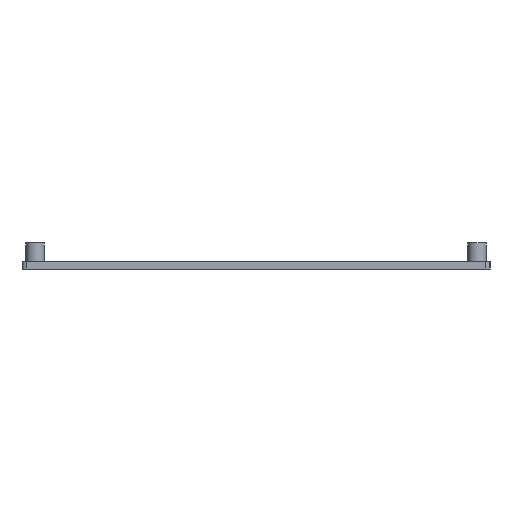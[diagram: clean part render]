
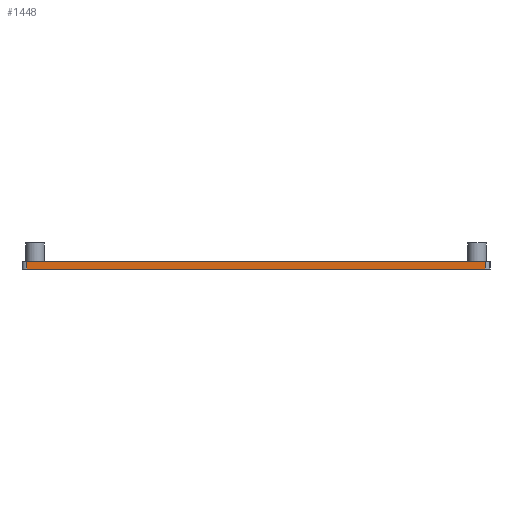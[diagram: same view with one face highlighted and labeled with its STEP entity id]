
A CAD part, left-side view. The second image highlights one B-rep face of the part: STEP entity #1448.
In plain terms, the highlighted planar face has unit normal (-1, 0, 0).
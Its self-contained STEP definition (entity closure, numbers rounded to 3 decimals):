
#190=FACE_OUTER_BOUND('',#353,.T.);
#353=EDGE_LOOP('',(#1178,#1179,#1180,#1181));
#430=LINE('',#2203,#513);
#437=LINE('',#2312,#520);
#451=LINE('',#2430,#534);
#453=LINE('',#2434,#536);
#513=VECTOR('',#1736,1.);
#520=VECTOR('',#1839,1.);
#534=VECTOR('',#1961,1.);
#536=VECTOR('',#1967,1.);
#711=VERTEX_POINT('',#2200);
#712=VERTEX_POINT('',#2202);
#765=VERTEX_POINT('',#2309);
#766=VERTEX_POINT('',#2311);
#841=EDGE_CURVE('',#711,#712,#430,.T.);
#895=EDGE_CURVE('',#766,#765,#437,.T.);
#955=EDGE_CURVE('',#712,#765,#451,.T.);
#957=EDGE_CURVE('',#711,#766,#453,.T.);
#1178=ORIENTED_EDGE('',*,*,#957,.T.);
#1179=ORIENTED_EDGE('',*,*,#895,.T.);
#1180=ORIENTED_EDGE('',*,*,#955,.F.);
#1181=ORIENTED_EDGE('',*,*,#841,.F.);
#1426=PLANE('',#1638);
#1448=ADVANCED_FACE('',(#190),#1426,.T.);
#1638=AXIS2_PLACEMENT_3D('',#2433,#1965,#1966);
#1736=DIRECTION('',(0.,1.,0.));
#1839=DIRECTION('',(0.,1.,0.));
#1961=DIRECTION('',(0.,0.,1.));
#1965=DIRECTION('center_axis',(-1.,0.,0.));
#1966=DIRECTION('ref_axis',(0.,1.,0.));
#1967=DIRECTION('',(0.,0.,1.));
#2200=CARTESIAN_POINT('',(-103.784,-42.815,-5.62));
#2202=CARTESIAN_POINT('',(-103.784,55.685,-5.62));
#2203=CARTESIAN_POINT('',(-103.784,-42.815,-5.62));
#2309=CARTESIAN_POINT('',(-103.784,55.685,-4.02));
#2311=CARTESIAN_POINT('',(-103.784,-42.815,-4.02));
#2312=CARTESIAN_POINT('',(-103.784,-42.815,-4.02));
#2430=CARTESIAN_POINT('',(-103.784,55.685,-5.62));
#2433=CARTESIAN_POINT('Origin',(-103.784,-42.815,-5.62));
#2434=CARTESIAN_POINT('',(-103.784,-42.815,-5.62));
